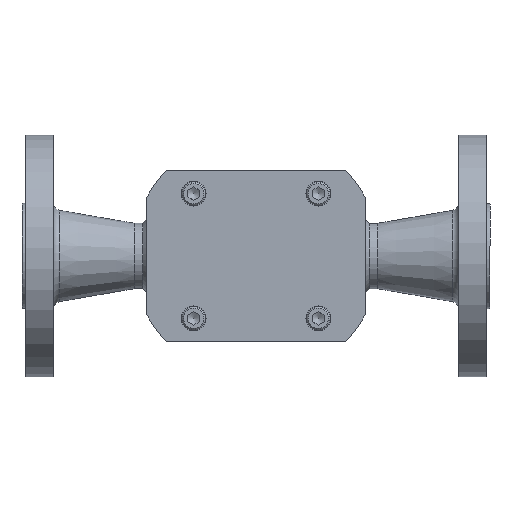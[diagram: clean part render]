
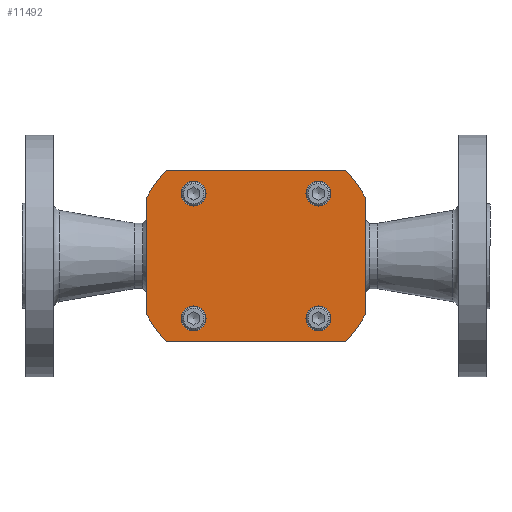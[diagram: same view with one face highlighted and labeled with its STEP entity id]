
A CAD part, front view. The second image highlights one B-rep face of the part: STEP entity #11492.
In plain terms, the highlighted planar face has unit normal (0, -1, 0).
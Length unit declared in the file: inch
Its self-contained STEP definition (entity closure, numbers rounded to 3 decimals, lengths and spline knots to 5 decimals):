
#11109=CARTESIAN_POINT('',(-1.0,0.,0.8));
#11110=VERTEX_POINT('',#11109);
#11111=CARTESIAN_POINT('',(-1.0,0.,1.0));
#11112=DIRECTION('',(0.0,1.0,0.0));
#11113=DIRECTION('',(0.0,0.0,-1.0));
#11114=AXIS2_PLACEMENT_3D('',#11111,#11112,#11113);
#11115=CIRCLE('',#11114,0.2);
#11116=EDGE_CURVE('',#11110,#11110,#11115,.T.);
#11150=CARTESIAN_POINT('',(-0.8,0.,-1.));
#11151=VERTEX_POINT('',#11150);
#11152=CARTESIAN_POINT('',(-1.,0.,-1.));
#11153=DIRECTION('',(0.0,1.0,0.0));
#11154=DIRECTION('',(1.0,0.0,0.0));
#11155=AXIS2_PLACEMENT_3D('',#11152,#11153,#11154);
#11156=CIRCLE('',#11155,0.2);
#11157=EDGE_CURVE('',#11151,#11151,#11156,.T.);
#11199=CARTESIAN_POINT('',(1.,0.,-0.8));
#11200=VERTEX_POINT('',#11199);
#11201=CARTESIAN_POINT('',(1.,0.,-1.));
#11202=DIRECTION('',(0.0,1.0,0.0));
#11203=DIRECTION('',(0.0,0.0,1.0));
#11204=AXIS2_PLACEMENT_3D('',#11201,#11202,#11203);
#11205=CIRCLE('',#11204,0.2);
#11206=EDGE_CURVE('',#11200,#11200,#11205,.T.);
#11248=CARTESIAN_POINT('',(0.8,0.,1.));
#11249=VERTEX_POINT('',#11248);
#11250=CARTESIAN_POINT('',(1.,0.,1.));
#11251=DIRECTION('',(0.0,1.0,0.0));
#11252=DIRECTION('',(-1.0,0.0,0.0));
#11253=AXIS2_PLACEMENT_3D('',#11250,#11251,#11252);
#11254=CIRCLE('',#11253,0.2);
#11255=EDGE_CURVE('',#11249,#11249,#11254,.T.);
#11268=CARTESIAN_POINT('',(1.43511,0.,1.375));
#11269=VERTEX_POINT('',#11268);
#11276=CARTESIAN_POINT('',(1.75,0.,0.94216));
#11277=VERTEX_POINT('',#11276);
#11278=CARTESIAN_POINT('',(0.,0.,0.));
#11279=DIRECTION('',(0.,-1.0,0.));
#11280=DIRECTION('',(-0.722,0.,-0.692));
#11281=AXIS2_PLACEMENT_3D('',#11278,#11279,#11280);
#11282=CIRCLE('',#11281,1.9875);
#11283=EDGE_CURVE('',#11277,#11269,#11282,.T.);
#11300=CARTESIAN_POINT('',(-1.43511,0.,1.375));
#11301=VERTEX_POINT('',#11300);
#11308=CARTESIAN_POINT('',(1.43511,0.,1.375));
#11309=DIRECTION('',(-1.0,0.0,0.0));
#11310=VECTOR('',#11309,2.87021);
#11311=LINE('',#11308,#11310);
#11312=EDGE_CURVE('',#11269,#11301,#11311,.T.);
#11324=CARTESIAN_POINT('',(-1.75,0.,0.94216));
#11325=VERTEX_POINT('',#11324);
#11332=CARTESIAN_POINT('',(0.,0.,0.));
#11333=DIRECTION('',(0.,-1.0,0.));
#11334=DIRECTION('',(0.881,0.,-0.474));
#11335=AXIS2_PLACEMENT_3D('',#11332,#11333,#11334);
#11336=CIRCLE('',#11335,1.9875);
#11337=EDGE_CURVE('',#11301,#11325,#11336,.T.);
#11349=CARTESIAN_POINT('',(-1.75,0.,-0.94216));
#11350=VERTEX_POINT('',#11349);
#11357=CARTESIAN_POINT('',(-1.75,0.,0.94216));
#11358=DIRECTION('',(0.0,0.0,-1.0));
#11359=VECTOR('',#11358,1.88431);
#11360=LINE('',#11357,#11359);
#11361=EDGE_CURVE('',#11325,#11350,#11360,.T.);
#11376=CARTESIAN_POINT('',(-1.43511,0.,-1.375));
#11377=VERTEX_POINT('',#11376);
#11384=CARTESIAN_POINT('',(0.,0.,0.));
#11385=DIRECTION('',(0.,-1.,0.));
#11386=DIRECTION('',(0.722,0.,0.692));
#11387=AXIS2_PLACEMENT_3D('',#11384,#11385,#11386);
#11388=CIRCLE('',#11387,1.9875);
#11389=EDGE_CURVE('',#11350,#11377,#11388,.T.);
#11401=CARTESIAN_POINT('',(1.43511,0.,-1.375));
#11402=VERTEX_POINT('',#11401);
#11409=CARTESIAN_POINT('',(-1.43511,0.,-1.375));
#11410=DIRECTION('',(1.0,0.0,0.0));
#11411=VECTOR('',#11410,2.87021);
#11412=LINE('',#11409,#11411);
#11413=EDGE_CURVE('',#11377,#11402,#11412,.T.);
#11425=CARTESIAN_POINT('',(1.75,0.,-0.94216));
#11426=VERTEX_POINT('',#11425);
#11433=CARTESIAN_POINT('',(0.,0.,0.));
#11434=DIRECTION('',(0.,-1.0,0.));
#11435=DIRECTION('',(-0.881,0.,0.474));
#11436=AXIS2_PLACEMENT_3D('',#11433,#11434,#11435);
#11437=CIRCLE('',#11436,1.9875);
#11438=EDGE_CURVE('',#11402,#11426,#11437,.T.);
#11451=CARTESIAN_POINT('',(1.75,0.,-0.94216));
#11452=DIRECTION('',(0.0,0.0,1.0));
#11453=VECTOR('',#11452,1.88431);
#11454=LINE('',#11451,#11453);
#11455=EDGE_CURVE('',#11426,#11277,#11454,.T.);
#11465=CARTESIAN_POINT('',(0.,0.,0.));
#11466=DIRECTION('',(0.0,1.0,0.0));
#11467=DIRECTION('',(0.0,0.0,-1.0));
#11468=AXIS2_PLACEMENT_3D('',#11465,#11466,#11467);
#11469=PLANE('',#11468);
#11470=ORIENTED_EDGE('',*,*,#11455,.T.);
#11471=ORIENTED_EDGE('',*,*,#11283,.T.);
#11472=ORIENTED_EDGE('',*,*,#11312,.T.);
#11473=ORIENTED_EDGE('',*,*,#11337,.T.);
#11474=ORIENTED_EDGE('',*,*,#11361,.T.);
#11475=ORIENTED_EDGE('',*,*,#11389,.T.);
#11476=ORIENTED_EDGE('',*,*,#11413,.T.);
#11477=ORIENTED_EDGE('',*,*,#11438,.T.);
#11478=EDGE_LOOP('',(#11470,#11471,#11472,#11473,#11474,#11475,#11476,#11477));
#11479=FACE_OUTER_BOUND('',#11478,.T.);
#11480=ORIENTED_EDGE('',*,*,#11116,.T.);
#11481=EDGE_LOOP('',(#11480));
#11482=FACE_BOUND('',#11481,.T.);
#11483=ORIENTED_EDGE('',*,*,#11157,.T.);
#11484=EDGE_LOOP('',(#11483));
#11485=FACE_BOUND('',#11484,.T.);
#11486=ORIENTED_EDGE('',*,*,#11206,.T.);
#11487=EDGE_LOOP('',(#11486));
#11488=FACE_BOUND('',#11487,.T.);
#11489=ORIENTED_EDGE('',*,*,#11255,.T.);
#11490=EDGE_LOOP('',(#11489));
#11491=FACE_BOUND('',#11490,.T.);
#11492=ADVANCED_FACE('',(#11479,#11482,#11485,#11488,#11491),#11469,.F.);
